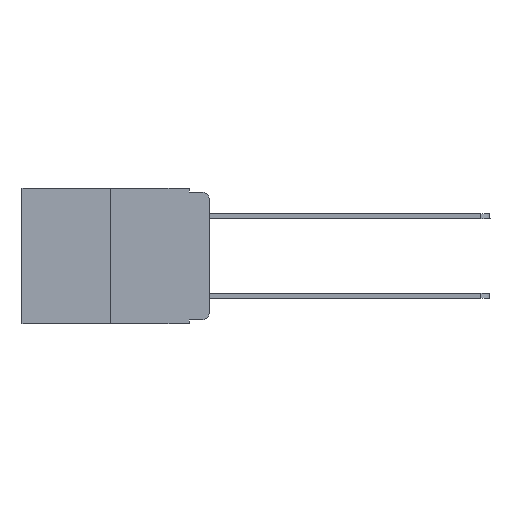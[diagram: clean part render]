
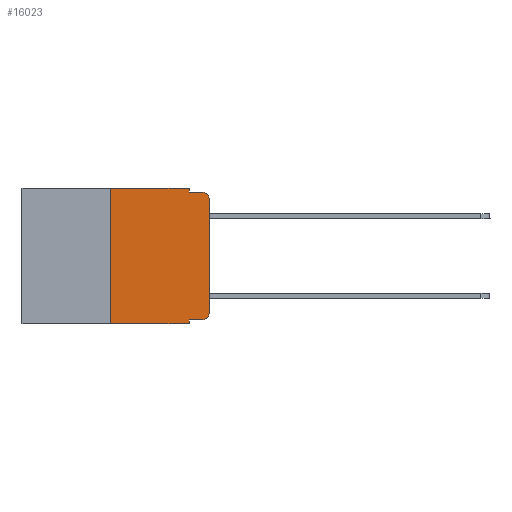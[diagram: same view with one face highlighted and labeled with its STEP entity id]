
A CAD part, left-side view. The second image highlights one B-rep face of the part: STEP entity #16023.
In plain terms, the highlighted planar face has unit normal (-1, 0, 0).
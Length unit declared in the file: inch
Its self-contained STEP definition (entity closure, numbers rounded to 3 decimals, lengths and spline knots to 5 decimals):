
#398 = ORIENTED_EDGE ( 'NONE', *, *, #18621, .F. ) ;
#1365 = CARTESIAN_POINT ( 'NONE',  ( 0., 0.051, -0.333 ) ) ;
#1664 = AXIS2_PLACEMENT_3D ( 'NONE', #7213, #8748, #5476 ) ;
#2014 = VERTEX_POINT ( 'NONE', #10449 ) ;
#2087 = LINE ( 'NONE', #4956, #10447 ) ;
#2255 = ORIENTED_EDGE ( 'NONE', *, *, #13439, .F. ) ;
#2338 = EDGE_CURVE ( 'NONE', #3601, #2014, #16757, .T. ) ;
#2447 = LINE ( 'NONE', #11088, #5771 ) ;
#2543 = CARTESIAN_POINT ( 'NONE',  ( 0., 0., -0.03 ) ) ;
#2579 = ORIENTED_EDGE ( 'NONE', *, *, #16857, .T. ) ;
#2690 = EDGE_CURVE ( 'NONE', #10252, #9059, #16723, .T. ) ;
#2744 = DIRECTION ( 'NONE',  ( 0., 0., -1. ) ) ;
#2762 = ORIENTED_EDGE ( 'NONE', *, *, #9728, .F. ) ;
#2820 = LINE ( 'NONE', #16825, #9973 ) ;
#2903 = DIRECTION ( 'NONE',  ( 0., 0., -1. ) ) ;
#3086 = CARTESIAN_POINT ( 'NONE',  ( 0., 0., 0. ) ) ;
#3143 = VERTEX_POINT ( 'NONE', #18949 ) ;
#3265 = EDGE_CURVE ( 'NONE', #3601, #6515, #4127, .T. ) ;
#3273 = DIRECTION ( 'NONE',  ( 0., 0., 1. ) ) ;
#3601 = VERTEX_POINT ( 'NONE', #13462 ) ;
#3803 = DIRECTION ( 'NONE',  ( 0., -1., 0. ) ) ;
#4127 = LINE ( 'NONE', #7935, #11278 ) ;
#4236 = VERTEX_POINT ( 'NONE', #11043 ) ;
#4371 = ORIENTED_EDGE ( 'NONE', *, *, #7043, .F. ) ;
#4743 = PLANE ( 'NONE',  #5871 ) ;
#4813 = DIRECTION ( 'NONE',  ( 1., 0., 0. ) ) ;
#4894 = DIRECTION ( 'NONE',  ( 0., -1., 0. ) ) ;
#4956 = CARTESIAN_POINT ( 'NONE',  ( 0., 0.051, -0.01 ) ) ;
#5185 = VECTOR ( 'NONE', #3803, 39.37008 ) ;
#5476 = DIRECTION ( 'NONE',  ( 0., 0., -1. ) ) ;
#5614 = EDGE_CURVE ( 'NONE', #4236, #3143, #14022, .T. ) ;
#5740 = EDGE_CURVE ( 'NONE', #8880, #10252, #14006, .T. ) ;
#5771 = VECTOR ( 'NONE', #6596, 39.37008 ) ;
#5871 = AXIS2_PLACEMENT_3D ( 'NONE', #15430, #4813, #16946 ) ;
#6255 = CARTESIAN_POINT ( 'NONE',  ( 0., 0.051, -0.01 ) ) ;
#6434 = FACE_OUTER_BOUND ( 'NONE', #14831, .T. ) ;
#6515 = VERTEX_POINT ( 'NONE', #19494 ) ;
#6596 = DIRECTION ( 'NONE',  ( 0., 0., -1. ) ) ;
#7043 = EDGE_CURVE ( 'NONE', #4236, #2014, #2820, .T. ) ;
#7213 = CARTESIAN_POINT ( 'NONE',  ( 0., 0.02, -0.313 ) ) ;
#7935 = CARTESIAN_POINT ( 'NONE',  ( 0., 0.25, 0. ) ) ;
#8748 = DIRECTION ( 'NONE',  ( -1., 0., 0. ) ) ;
#8880 = VERTEX_POINT ( 'NONE', #19184 ) ;
#8922 = CARTESIAN_POINT ( 'NONE',  ( 0., 0.02, -0.01 ) ) ;
#9059 = VERTEX_POINT ( 'NONE', #8922 ) ;
#9139 = CARTESIAN_POINT ( 'NONE',  ( 0., 0.473, -0.343 ) ) ;
#9487 = VECTOR ( 'NONE', #12039, 39.37008 ) ;
#9707 = ORIENTED_EDGE ( 'NONE', *, *, #2690, .T. ) ;
#9728 = EDGE_CURVE ( 'NONE', #6515, #17225, #14266, .T. ) ;
#9973 = VECTOR ( 'NONE', #2903, 39.37008 ) ;
#10252 = VERTEX_POINT ( 'NONE', #2543 ) ;
#10412 = DIRECTION ( 'NONE',  ( -1., 0., 0. ) ) ;
#10447 = VECTOR ( 'NONE', #4894, 39.37008 ) ;
#10449 = CARTESIAN_POINT ( 'NONE',  ( 0., 0.051, -0.343 ) ) ;
#11043 = CARTESIAN_POINT ( 'NONE',  ( 0., 0.051, -0.333 ) ) ;
#11088 = CARTESIAN_POINT ( 'NONE',  ( 0., 0.051, 0. ) ) ;
#11278 = VECTOR ( 'NONE', #3273, 39.37008 ) ;
#11291 = VECTOR ( 'NONE', #18069, 39.37008 ) ;
#11395 = AXIS2_PLACEMENT_3D ( 'NONE', #17649, #10412, #2744 ) ;
#12039 = DIRECTION ( 'NONE',  ( 0., -1., 0. ) ) ;
#13128 = ORIENTED_EDGE ( 'NONE', *, *, #5614, .T. ) ;
#13324 = VERTEX_POINT ( 'NONE', #6255 ) ;
#13439 = EDGE_CURVE ( 'NONE', #17225, #13324, #2447, .T. ) ;
#13462 = CARTESIAN_POINT ( 'NONE',  ( 0., 0.25, -0.343 ) ) ;
#14006 = LINE ( 'NONE', #3086, #19469 ) ;
#14022 = LINE ( 'NONE', #1365, #9487 ) ;
#14266 = LINE ( 'NONE', #17458, #5185 ) ;
#14831 = EDGE_LOOP ( 'NONE', ( #18244, #9707, #398, #2255, #2762, #18597, #15316, #4371, #13128, #2579 ) ) ;
#15316 = ORIENTED_EDGE ( 'NONE', *, *, #2338, .T. ) ;
#15430 = CARTESIAN_POINT ( 'NONE',  ( 0., 0.473, 0. ) ) ;
#15719 = CARTESIAN_POINT ( 'NONE',  ( 0., 0.051, 0. ) ) ;
#16023 = ADVANCED_FACE ( 'NONE', ( #6434 ), #4743, .F. ) ;
#16217 = CIRCLE ( 'NONE', #1664, 0.02 ) ;
#16723 = CIRCLE ( 'NONE', #11395, 0.02 ) ;
#16757 = LINE ( 'NONE', #9139, #11291 ) ;
#16825 = CARTESIAN_POINT ( 'NONE',  ( 0., 0.051, 0. ) ) ;
#16857 = EDGE_CURVE ( 'NONE', #3143, #8880, #16217, .T. ) ;
#16874 = DIRECTION ( 'NONE',  ( 0., 0., 1. ) ) ;
#16946 = DIRECTION ( 'NONE',  ( 0., 0., -1. ) ) ;
#17225 = VERTEX_POINT ( 'NONE', #15719 ) ;
#17458 = CARTESIAN_POINT ( 'NONE',  ( 0., 0.473, 0. ) ) ;
#17649 = CARTESIAN_POINT ( 'NONE',  ( 0., 0.02, -0.03 ) ) ;
#18069 = DIRECTION ( 'NONE',  ( 0., -1., 0. ) ) ;
#18244 = ORIENTED_EDGE ( 'NONE', *, *, #5740, .T. ) ;
#18597 = ORIENTED_EDGE ( 'NONE', *, *, #3265, .F. ) ;
#18621 = EDGE_CURVE ( 'NONE', #13324, #9059, #2087, .T. ) ;
#18949 = CARTESIAN_POINT ( 'NONE',  ( 0., 0.02, -0.333 ) ) ;
#19184 = CARTESIAN_POINT ( 'NONE',  ( 0., 0., -0.313 ) ) ;
#19469 = VECTOR ( 'NONE', #16874, 39.37008 ) ;
#19494 = CARTESIAN_POINT ( 'NONE',  ( 0., 0.25, 0. ) ) ;
